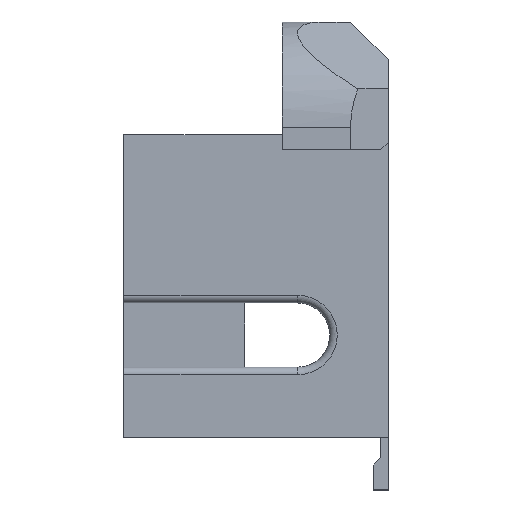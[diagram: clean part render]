
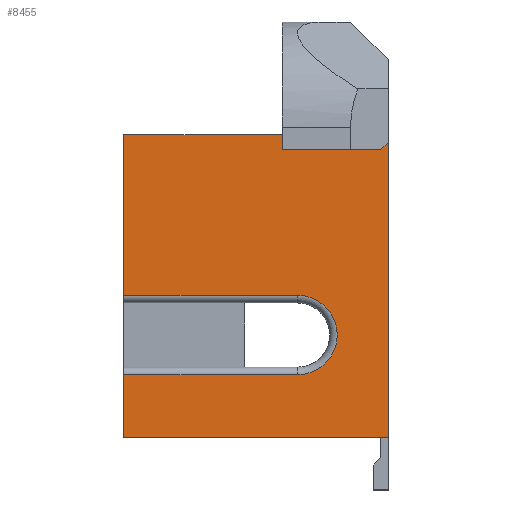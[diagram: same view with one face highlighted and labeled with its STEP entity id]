
A CAD part, left-side view. The second image highlights one B-rep face of the part: STEP entity #8455.
In plain terms, the highlighted planar face has unit normal (-1, 0, 0).
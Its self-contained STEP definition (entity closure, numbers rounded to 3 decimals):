
#516=CIRCLE('',#8994,5.25);
#954=FACE_OUTER_BOUND('',#1430,.T.);
#1430=EDGE_LOOP('',(#7413,#7414,#7415,#7416,#7417,#7418,#7419,#7420,#7421));
#1831=LINE('',#12642,#2737);
#1843=LINE('',#12671,#2749);
#1855=LINE('',#12698,#2761);
#2152=LINE('',#14027,#3058);
#2231=LINE('',#14552,#3137);
#2329=LINE('',#14800,#3235);
#2330=LINE('',#14802,#3236);
#2331=LINE('',#14803,#3237);
#2737=VECTOR('',#9705,10.);
#2749=VECTOR('',#9723,10.);
#2761=VECTOR('',#9751,10.);
#3058=VECTOR('',#10334,10.);
#3137=VECTOR('',#10575,10.);
#3235=VECTOR('',#10829,10.);
#3236=VECTOR('',#10830,10.);
#3237=VECTOR('',#10831,10.);
#3590=VERTEX_POINT('',#12639);
#3591=VERTEX_POINT('',#12641);
#3604=VERTEX_POINT('',#12668);
#3605=VERTEX_POINT('',#12670);
#3612=VERTEX_POINT('',#12696);
#3900=VERTEX_POINT('',#14025);
#3976=VERTEX_POINT('',#14551);
#4048=VERTEX_POINT('',#14798);
#4049=VERTEX_POINT('',#14801);
#4525=EDGE_CURVE('',#3590,#3591,#1831,.T.);
#4540=EDGE_CURVE('',#3604,#3605,#1843,.T.);
#4554=EDGE_CURVE('',#3591,#3612,#1855,.T.);
#4973=EDGE_CURVE('',#3900,#3590,#2152,.T.);
#5101=EDGE_CURVE('',#3612,#3976,#2231,.T.);
#5224=EDGE_CURVE('',#4048,#3900,#516,.T.);
#5225=EDGE_CURVE('',#3605,#4048,#2329,.T.);
#5226=EDGE_CURVE('',#3604,#4049,#2330,.T.);
#5227=EDGE_CURVE('',#3976,#4049,#2331,.T.);
#7413=ORIENTED_EDGE('',*,*,#4973,.F.);
#7414=ORIENTED_EDGE('',*,*,#5224,.F.);
#7415=ORIENTED_EDGE('',*,*,#5225,.F.);
#7416=ORIENTED_EDGE('',*,*,#4540,.F.);
#7417=ORIENTED_EDGE('',*,*,#5226,.T.);
#7418=ORIENTED_EDGE('',*,*,#5227,.F.);
#7419=ORIENTED_EDGE('',*,*,#5101,.F.);
#7420=ORIENTED_EDGE('',*,*,#4554,.F.);
#7421=ORIENTED_EDGE('',*,*,#4525,.F.);
#8008=PLANE('',#8993);
#8455=ADVANCED_FACE('',(#954),#8008,.T.);
#8993=AXIS2_PLACEMENT_3D('',#14797,#10825,#10826);
#8994=AXIS2_PLACEMENT_3D('',#14799,#10827,#10828);
#9705=DIRECTION('',(0.,0.,1.));
#9723=DIRECTION('',(0.,0.,1.));
#9751=DIRECTION('',(0.,-1.,0.));
#10334=DIRECTION('',(0.,1.,0.));
#10575=DIRECTION('',(0.,-1.,0.));
#10825=DIRECTION('center_axis',(-1.,0.,0.));
#10826=DIRECTION('ref_axis',(0.,0.,-1.));
#10827=DIRECTION('center_axis',(-1.,0.,0.));
#10828=DIRECTION('ref_axis',(0.,-1.,0.));
#10829=DIRECTION('',(0.,-1.,0.));
#10830=DIRECTION('',(0.,-1.,0.));
#10831=DIRECTION('',(0.,0.,-1.));
#12639=CARTESIAN_POINT('',(131.217,-119.43,81.5));
#12641=CARTESIAN_POINT('',(131.217,-119.43,102.75));
#12642=CARTESIAN_POINT('',(131.217,-119.43,62.75));
#12668=CARTESIAN_POINT('',(131.217,-119.43,62.75));
#12670=CARTESIAN_POINT('',(131.217,-119.43,71.));
#12671=CARTESIAN_POINT('',(131.217,-119.43,62.75));
#12696=CARTESIAN_POINT('',(131.217,-140.43,102.75));
#12698=CARTESIAN_POINT('',(131.217,-153.43,102.75));
#14025=CARTESIAN_POINT('',(131.217,-142.43,81.5));
#14027=CARTESIAN_POINT('',(131.217,-136.43,81.5));
#14551=CARTESIAN_POINT('',(131.217,-154.43,102.75));
#14552=CARTESIAN_POINT('',(131.217,-153.43,102.75));
#14797=CARTESIAN_POINT('Origin',(131.217,-153.43,102.75));
#14798=CARTESIAN_POINT('',(131.217,-142.43,71.));
#14799=CARTESIAN_POINT('Origin',(131.217,-142.43,76.25));
#14800=CARTESIAN_POINT('',(131.217,-145.43,71.));
#14801=CARTESIAN_POINT('',(131.217,-154.43,62.75));
#14802=CARTESIAN_POINT('',(131.217,-153.43,62.75));
#14803=CARTESIAN_POINT('',(131.217,-154.43,102.75));
